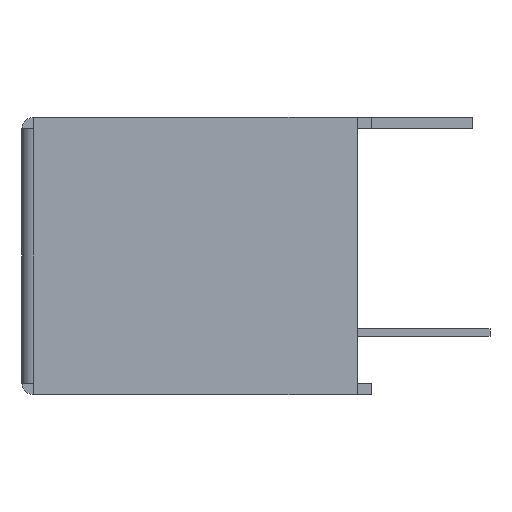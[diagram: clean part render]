
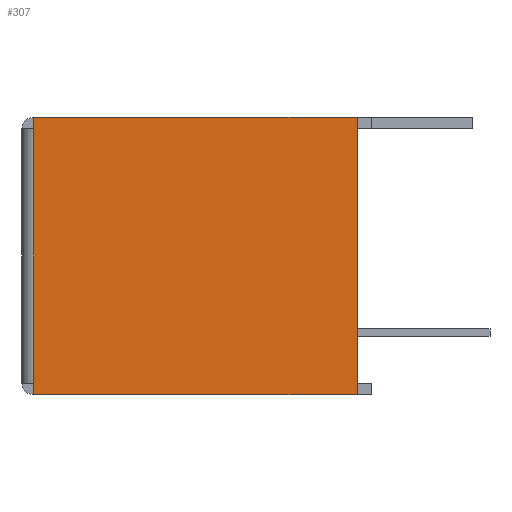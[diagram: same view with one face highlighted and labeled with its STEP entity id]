
A CAD part, left-side view. The second image highlights one B-rep face of the part: STEP entity #307.
In plain terms, the highlighted planar face has unit normal (-1, 0, 0).
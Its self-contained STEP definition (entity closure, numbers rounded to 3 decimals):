
#33 = ORIENTED_EDGE ( 'NONE', *, *, #1656, .F. ) ;
#66 = VECTOR ( 'NONE', #3259, 1000. ) ;
#120 = CARTESIAN_POINT ( 'NONE',  ( -10.9, 11.699, 0. ) ) ;
#131 = CARTESIAN_POINT ( 'NONE',  ( -10.9, 11.699, 0. ) ) ;
#135 = DIRECTION ( 'NONE',  ( 0., 0., -1. ) ) ;
#153 = EDGE_CURVE ( 'NONE', #629, #2751, #1869, .T. ) ;
#245 = DIRECTION ( 'NONE',  ( 0., -1., 0. ) ) ;
#307 = ADVANCED_FACE ( 'NONE', ( #1296 ), #1225, .T. ) ;
#319 = VECTOR ( 'NONE', #2717, 1000. ) ;
#341 = AXIS2_PLACEMENT_3D ( 'NONE', #3003, #2775, #245 ) ;
#391 = DIRECTION ( 'NONE',  ( 0., 0., -1. ) ) ;
#629 = VERTEX_POINT ( 'NONE', #993 ) ;
#694 = CARTESIAN_POINT ( 'NONE',  ( -10.9, 0.5, 4.8 ) ) ;
#773 = CARTESIAN_POINT ( 'NONE',  ( -10.9, 11.699, -4.8 ) ) ;
#881 = EDGE_CURVE ( 'NONE', #629, #2284, #2473, .T. ) ;
#921 = CARTESIAN_POINT ( 'NONE',  ( -10.9, 11.699, 4.8 ) ) ;
#993 = CARTESIAN_POINT ( 'NONE',  ( -10.9, 11.699, 4.8 ) ) ;
#1007 = VECTOR ( 'NONE', #135, 1000. ) ;
#1086 = VECTOR ( 'NONE', #391, 1000. ) ;
#1108 = LINE ( 'NONE', #1179, #66 ) ;
#1147 = CARTESIAN_POINT ( 'NONE',  ( -10.9, 11.699, 0. ) ) ;
#1179 = CARTESIAN_POINT ( 'NONE',  ( -10.9, 11.699, -4.8 ) ) ;
#1225 = PLANE ( 'NONE',  #341 ) ;
#1257 = CARTESIAN_POINT ( 'NONE',  ( -10.9, 11.699, 4.399 ) ) ;
#1296 = FACE_OUTER_BOUND ( 'NONE', #2593, .T. ) ;
#1310 = VERTEX_POINT ( 'NONE', #773 ) ;
#1456 = ORIENTED_EDGE ( 'NONE', *, *, #153, .T. ) ;
#1471 = CARTESIAN_POINT ( 'NONE',  ( -10.9, 0.5, -4.8 ) ) ;
#1579 = ORIENTED_EDGE ( 'NONE', *, *, #881, .F. ) ;
#1603 = ORIENTED_EDGE ( 'NONE', *, *, #3017, .T. ) ;
#1656 = EDGE_CURVE ( 'NONE', #2827, #2751, #2345, .T. ) ;
#1673 = EDGE_CURVE ( 'NONE', #2284, #2236, #2059, .T. ) ;
#1818 = CARTESIAN_POINT ( 'NONE',  ( -10.9, 11.699, -4.399 ) ) ;
#1869 = LINE ( 'NONE', #120, #1007 ) ;
#2014 = EDGE_CURVE ( 'NONE', #2236, #1310, #1108, .T. ) ;
#2059 = LINE ( 'NONE', #2989, #319 ) ;
#2104 = VECTOR ( 'NONE', #2702, 1000. ) ;
#2229 = LINE ( 'NONE', #1147, #1086 ) ;
#2236 = VERTEX_POINT ( 'NONE', #1471 ) ;
#2284 = VERTEX_POINT ( 'NONE', #694 ) ;
#2324 = ORIENTED_EDGE ( 'NONE', *, *, #1673, .F. ) ;
#2345 = LINE ( 'NONE', #131, #3195 ) ;
#2473 = LINE ( 'NONE', #921, #2104 ) ;
#2475 = DIRECTION ( 'NONE',  ( 0., 0., 1. ) ) ;
#2532 = ORIENTED_EDGE ( 'NONE', *, *, #2014, .F. ) ;
#2593 = EDGE_LOOP ( 'NONE', ( #2324, #1579, #1456, #33, #1603, #2532 ) ) ;
#2702 = DIRECTION ( 'NONE',  ( 0., -1., 0. ) ) ;
#2717 = DIRECTION ( 'NONE',  ( 0., 0., -1. ) ) ;
#2751 = VERTEX_POINT ( 'NONE', #1257 ) ;
#2775 = DIRECTION ( 'NONE',  ( -1., 0., 0. ) ) ;
#2827 = VERTEX_POINT ( 'NONE', #1818 ) ;
#2989 = CARTESIAN_POINT ( 'NONE',  ( -10.9, 0.5, 4.8 ) ) ;
#3003 = CARTESIAN_POINT ( 'NONE',  ( -10.9, 6.239, 0. ) ) ;
#3017 = EDGE_CURVE ( 'NONE', #2827, #1310, #2229, .T. ) ;
#3195 = VECTOR ( 'NONE', #2475, 1000. ) ;
#3259 = DIRECTION ( 'NONE',  ( 0., 1., 0. ) ) ;
